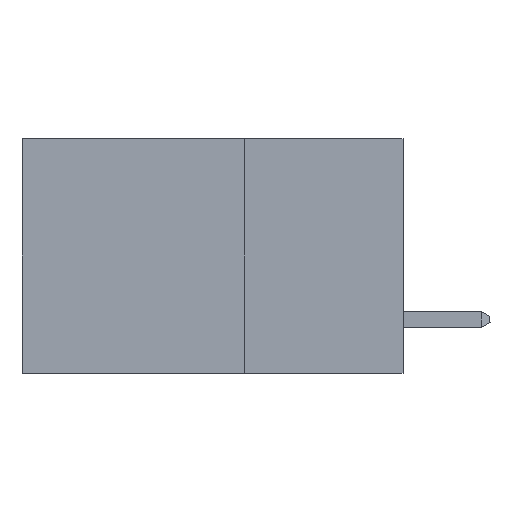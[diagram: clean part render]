
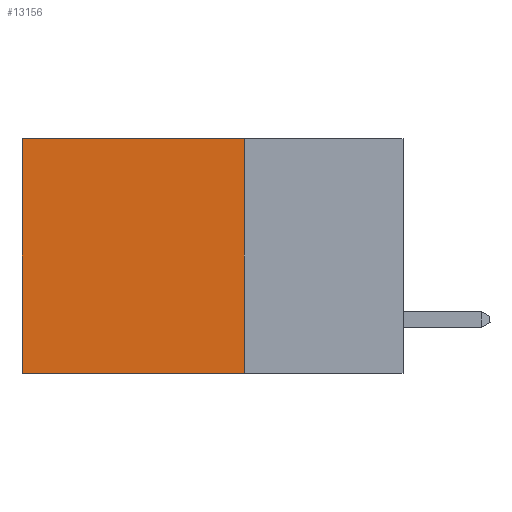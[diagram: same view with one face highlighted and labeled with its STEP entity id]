
A CAD part, left-side view. The second image highlights one B-rep face of the part: STEP entity #13156.
In plain terms, the highlighted planar face has unit normal (-1, 0, 0).
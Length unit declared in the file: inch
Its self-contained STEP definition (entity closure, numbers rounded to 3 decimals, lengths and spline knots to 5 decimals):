
#7 = VERTEX_POINT ( 'NONE', #26702 ) ;
#1255 = VECTOR ( 'NONE', #38621, 39.37008 ) ;
#5157 = DIRECTION ( 'NONE',  ( 0., 0., -1. ) ) ;
#5695 = AXIS2_PLACEMENT_3D ( 'NONE', #28686, #8088, #32116 ) ;
#6013 = EDGE_LOOP ( 'NONE', ( #14204, #13306, #11967, #15283 ) ) ;
#7932 = PLANE ( 'NONE',  #5695 ) ;
#8088 = DIRECTION ( 'NONE',  ( 1., 0., 0. ) ) ;
#10936 = LINE ( 'NONE', #39227, #1255 ) ;
#11816 = LINE ( 'NONE', #36009, #17718 ) ;
#11967 = ORIENTED_EDGE ( 'NONE', *, *, #17931, .F. ) ;
#13156 = ADVANCED_FACE ( 'NONE', ( #44544 ), #7932, .F. ) ;
#13306 = ORIENTED_EDGE ( 'NONE', *, *, #28086, .F. ) ;
#14204 = ORIENTED_EDGE ( 'NONE', *, *, #37482, .T. ) ;
#15283 = ORIENTED_EDGE ( 'NONE', *, *, #18590, .T. ) ;
#16114 = VECTOR ( 'NONE', #42086, 39.37008 ) ;
#17718 = VECTOR ( 'NONE', #5157, 39.37008 ) ;
#17931 = EDGE_CURVE ( 'NONE', #7, #31093, #11816, .T. ) ;
#18590 = EDGE_CURVE ( 'NONE', #7, #24261, #34351, .T. ) ;
#24261 = VERTEX_POINT ( 'NONE', #24598 ) ;
#24598 = CARTESIAN_POINT ( 'NONE',  ( 0.2875, 0.6, 0. ) ) ;
#24794 = LINE ( 'NONE', #28234, #16114 ) ;
#25489 = DIRECTION ( 'NONE',  ( 0., 1., 0. ) ) ;
#25597 = VERTEX_POINT ( 'NONE', #28290 ) ;
#26702 = CARTESIAN_POINT ( 'NONE',  ( 0.2875, 0.25, 0. ) ) ;
#28086 = EDGE_CURVE ( 'NONE', #31093, #25597, #10936, .T. ) ;
#28234 = CARTESIAN_POINT ( 'NONE',  ( 0.2875, 0.6, 0. ) ) ;
#28290 = CARTESIAN_POINT ( 'NONE',  ( 0.2875, 0.6, -0.37 ) ) ;
#28414 = VECTOR ( 'NONE', #25489, 39.37008 ) ;
#28686 = CARTESIAN_POINT ( 'NONE',  ( 0.2875, 0.25, 0. ) ) ;
#31093 = VERTEX_POINT ( 'NONE', #35023 ) ;
#32116 = DIRECTION ( 'NONE',  ( 0., 0., -1. ) ) ;
#34351 = LINE ( 'NONE', #38296, #28414 ) ;
#35023 = CARTESIAN_POINT ( 'NONE',  ( 0.2875, 0.25, -0.37 ) ) ;
#36009 = CARTESIAN_POINT ( 'NONE',  ( 0.2875, 0.25, 0. ) ) ;
#37482 = EDGE_CURVE ( 'NONE', #24261, #25597, #24794, .T. ) ;
#38296 = CARTESIAN_POINT ( 'NONE',  ( 0.2875, 0.25, 0. ) ) ;
#38621 = DIRECTION ( 'NONE',  ( 0., 1., 0. ) ) ;
#39227 = CARTESIAN_POINT ( 'NONE',  ( 0.2875, 0.25, -0.37 ) ) ;
#42086 = DIRECTION ( 'NONE',  ( 0., 0., -1. ) ) ;
#44544 = FACE_OUTER_BOUND ( 'NONE', #6013, .T. ) ;
